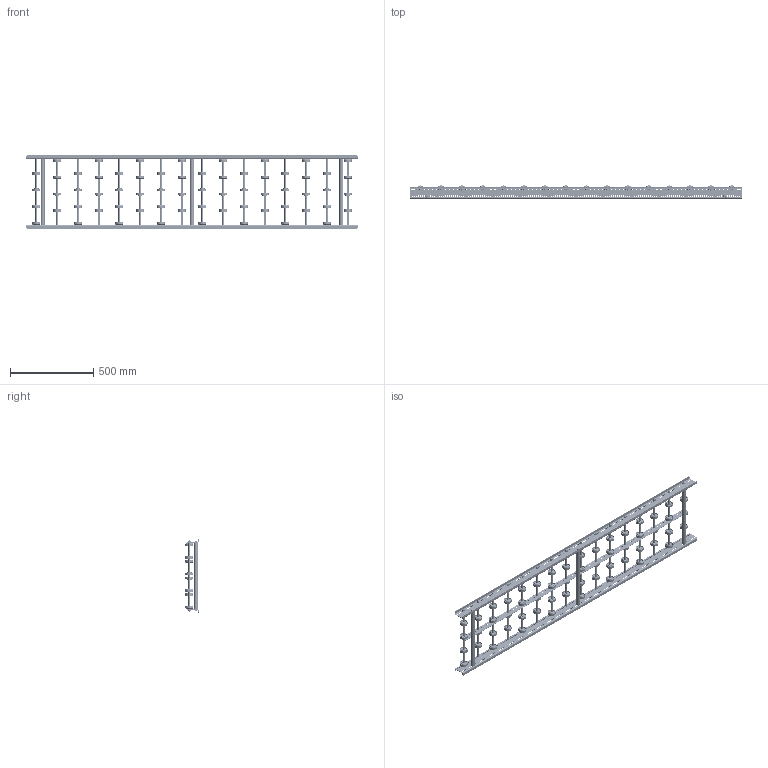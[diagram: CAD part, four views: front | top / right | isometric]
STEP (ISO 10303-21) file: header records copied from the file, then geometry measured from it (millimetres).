
FILE_DESCRIPTION (( 'STEP AP214' ), '1' );
FILE_NAME ('0052326.step', '2021-10-26T13:16:48', ( '' ), ( '' ), 'SwSTEP 2.0', 'SolidWorks 2020', '' );
FILE_SCHEMA (( 'AUTOMOTIVE_DESIGN' ));
Length unit declared in the file: millimetre
Products named in the file (10): S100100_Längstraverse-42x2,5_S100149_L„ngstraverse-RB-L1899; S100994_Sperrzahnschraube_M08x16-8.8-A2K; 0011532_2300-48-8; Traversen_KFG_L400; Hutmutter_DIN_1587_M8; Profil_LRB-20x70x20x2_KFG_S100202_U-PROFIL-20-70-20-2-LRB-L=2000; Röllchenachse-für-Konfiguration_EL400; 0052326; S106837_Gewindestange-M8-KFG_L420; 0046278_KB-ROHR-12X1,75mm_KFG_L75,5
Assembly tree (69 placements, depth 3):
  0052326
    Profil_LRB-20x70x20x2_KFG_S100202_U-PROFIL-20-70-20-2-LRB-L=2000  x2
    S100994_Sperrzahnschraube_M08x16-8.8-A2K  x6
    Traversen_KFG_L400  x3
    Röllchenachse-für-Konfiguration_EL400  x16
      S106837_Gewindestange-M8-KFG_L420
      0011532_2300-48-8
      0046278_KB-ROHR-12X1,75mm_KFG_L75,5
    S100100_Längstraverse-42x2,5_S100149_L„ngstraverse-RB-L1899
    Hutmutter_DIN_1587_M8  x32
Bounding box: 2000 x 79 x 440 mm (x, y, z)
Volume: 2945109.7 mm3; surface area: 2313783.2 mm2
Topology: 194 solids, 194 shells, 7652 faces, 17012 edges, 10284 vertices
Faces by surface type: cylinder 3072, torus 2072, plane 1288, cone 1188, bspline 32
Entity records: 36278 total; most frequent: DIRECTION 6683, CARTESIAN_POINT 6139, ORIENTED_EDGE 5616, AXIS2_PLACEMENT_3D 2882, EDGE_CURVE 2808, VERTEX_POINT 1842, EDGE_LOOP 1812, CIRCLE 1809
